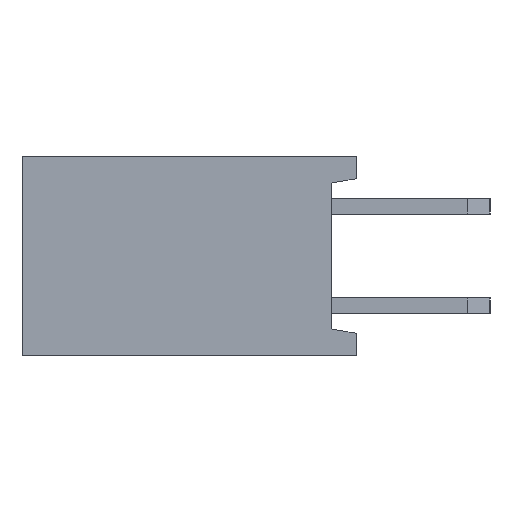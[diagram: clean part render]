
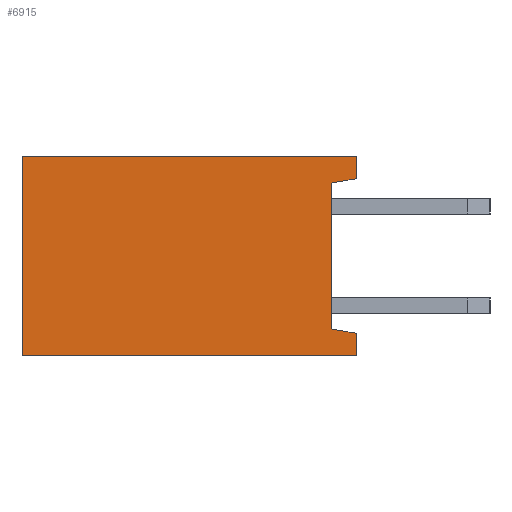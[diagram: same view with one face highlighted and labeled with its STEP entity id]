
A CAD part, left-side view. The second image highlights one B-rep face of the part: STEP entity #6915.
In plain terms, the highlighted planar face has unit normal (-1, 0, 0).
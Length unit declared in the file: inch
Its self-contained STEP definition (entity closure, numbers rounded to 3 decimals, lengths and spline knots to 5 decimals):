
#33 = EDGE_CURVE ( 'NONE', #770, #3740, #2405, .T. ) ;
#364 = VECTOR ( 'NONE', #5428, 39.37008 ) ;
#444 = EDGE_CURVE ( 'NONE', #3881, #5944, #2089, .T. ) ;
#561 = EDGE_CURVE ( 'NONE', #1847, #5638, #6315, .T. ) ;
#575 = EDGE_CURVE ( 'NONE', #5944, #6568, #7966, .T. ) ;
#619 = VECTOR ( 'NONE', #6409, 39.37008 ) ;
#726 = ORIENTED_EDGE ( 'NONE', *, *, #2683, .T. ) ;
#770 = VERTEX_POINT ( 'NONE', #860 ) ;
#860 = CARTESIAN_POINT ( 'NONE',  ( -0.71, 0.025, -0.07309 ) ) ;
#1053 = ORIENTED_EDGE ( 'NONE', *, *, #4273, .F. ) ;
#1130 = CARTESIAN_POINT ( 'NONE',  ( -0.71, 0., -0.0775 ) ) ;
#1420 = CARTESIAN_POINT ( 'NONE',  ( -0.71, 0., 0.1 ) ) ;
#1595 = PLANE ( 'NONE',  #5208 ) ;
#1677 = DIRECTION ( 'NONE',  ( 0., 0., 1. ) ) ;
#1738 = DIRECTION ( 'NONE',  ( 0., 0., -1. ) ) ;
#1847 = VERTEX_POINT ( 'NONE', #1420 ) ;
#2089 = LINE ( 'NONE', #2758, #364 ) ;
#2295 = CARTESIAN_POINT ( 'NONE',  ( -0.71, 0.025, -0.07309 ) ) ;
#2403 = VECTOR ( 'NONE', #4929, 39.37008 ) ;
#2405 = LINE ( 'NONE', #2295, #5036 ) ;
#2658 = ORIENTED_EDGE ( 'NONE', *, *, #33, .T. ) ;
#2683 = EDGE_CURVE ( 'NONE', #3881, #770, #3450, .T. ) ;
#2758 = CARTESIAN_POINT ( 'NONE',  ( -0.71, 0., -0.1 ) ) ;
#2780 = VECTOR ( 'NONE', #3829, 39.37008 ) ;
#3010 = VERTEX_POINT ( 'NONE', #5453 ) ;
#3211 = EDGE_LOOP ( 'NONE', ( #6968, #1053, #5868, #8069, #726, #2658, #4000, #5178 ) ) ;
#3450 = LINE ( 'NONE', #1130, #619 ) ;
#3614 = LINE ( 'NONE', #6249, #4814 ) ;
#3740 = VERTEX_POINT ( 'NONE', #6791 ) ;
#3829 = DIRECTION ( 'NONE',  ( 0., 1., 0. ) ) ;
#3857 = CARTESIAN_POINT ( 'NONE',  ( -0.71, -1.43402, -0.1 ) ) ;
#3881 = VERTEX_POINT ( 'NONE', #5412 ) ;
#3992 = CARTESIAN_POINT ( 'NONE',  ( -0.71, 0.335, -0.1 ) ) ;
#4000 = ORIENTED_EDGE ( 'NONE', *, *, #4437, .T. ) ;
#4265 = CARTESIAN_POINT ( 'NONE',  ( -0.71, 0.335, -0.1 ) ) ;
#4273 = EDGE_CURVE ( 'NONE', #6568, #5638, #7331, .T. ) ;
#4295 = CARTESIAN_POINT ( 'NONE',  ( -0.71, -1.43402, -0.1 ) ) ;
#4342 = FACE_OUTER_BOUND ( 'NONE', #3211, .T. ) ;
#4388 = DIRECTION ( 'NONE',  ( 0., -0.985, 0.174 ) ) ;
#4437 = EDGE_CURVE ( 'NONE', #3740, #3010, #7739, .T. ) ;
#4553 = VECTOR ( 'NONE', #7782, 39.37008 ) ;
#4647 = CARTESIAN_POINT ( 'NONE',  ( -0.71, 0., -0.1 ) ) ;
#4789 = CARTESIAN_POINT ( 'NONE',  ( -0.71, 0.335, 0.1 ) ) ;
#4814 = VECTOR ( 'NONE', #1738, 39.37008 ) ;
#4834 = EDGE_CURVE ( 'NONE', #1847, #3010, #3614, .T. ) ;
#4929 = DIRECTION ( 'NONE',  ( 0., 0., 1. ) ) ;
#5036 = VECTOR ( 'NONE', #1677, 39.37008 ) ;
#5178 = ORIENTED_EDGE ( 'NONE', *, *, #4834, .F. ) ;
#5208 = AXIS2_PLACEMENT_3D ( 'NONE', #4295, #6521, #7942 ) ;
#5412 = CARTESIAN_POINT ( 'NONE',  ( -0.71, 0., -0.0775 ) ) ;
#5428 = DIRECTION ( 'NONE',  ( 0., 0., -1. ) ) ;
#5453 = CARTESIAN_POINT ( 'NONE',  ( -0.71, 0., 0.0775 ) ) ;
#5638 = VERTEX_POINT ( 'NONE', #4789 ) ;
#5741 = VECTOR ( 'NONE', #4388, 39.37008 ) ;
#5868 = ORIENTED_EDGE ( 'NONE', *, *, #575, .F. ) ;
#5944 = VERTEX_POINT ( 'NONE', #4647 ) ;
#6249 = CARTESIAN_POINT ( 'NONE',  ( -0.71, 0., -0.1 ) ) ;
#6315 = LINE ( 'NONE', #7108, #2780 ) ;
#6409 = DIRECTION ( 'NONE',  ( 0., 0.985, 0.174 ) ) ;
#6521 = DIRECTION ( 'NONE',  ( -1., 0., 0. ) ) ;
#6568 = VERTEX_POINT ( 'NONE', #3992 ) ;
#6791 = CARTESIAN_POINT ( 'NONE',  ( -0.71, 0.025, 0.07309 ) ) ;
#6915 = ADVANCED_FACE ( 'NONE', ( #4342 ), #1595, .T. ) ;
#6968 = ORIENTED_EDGE ( 'NONE', *, *, #561, .T. ) ;
#7108 = CARTESIAN_POINT ( 'NONE',  ( -0.71, -1.43402, 0.1 ) ) ;
#7331 = LINE ( 'NONE', #4265, #2403 ) ;
#7739 = LINE ( 'NONE', #8221, #5741 ) ;
#7782 = DIRECTION ( 'NONE',  ( 0., 1., 0. ) ) ;
#7942 = DIRECTION ( 'NONE',  ( 0., 0., 1. ) ) ;
#7966 = LINE ( 'NONE', #3857, #4553 ) ;
#8069 = ORIENTED_EDGE ( 'NONE', *, *, #444, .F. ) ;
#8221 = CARTESIAN_POINT ( 'NONE',  ( -0.71, 0.025, 0.07309 ) ) ;
